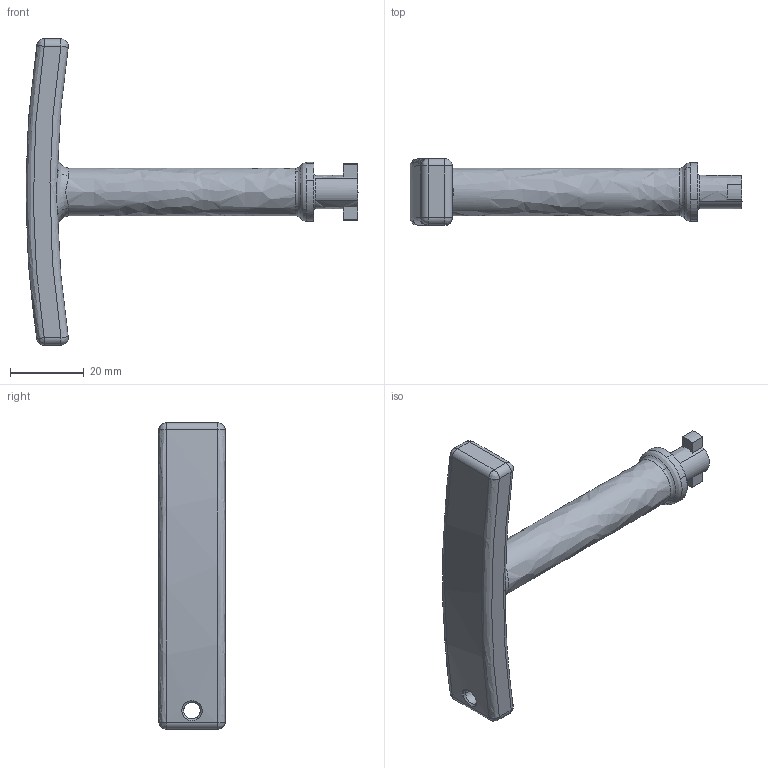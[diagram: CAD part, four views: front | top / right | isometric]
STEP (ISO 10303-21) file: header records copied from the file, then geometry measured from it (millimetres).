
FILE_DESCRIPTION((''),'2;1');
FILE_NAME('','2005-10-12T11:42:46',(''),(''),'','CADfix','');
FILE_SCHEMA(('AUTOMOTIVE_DESIGN'));
Length unit declared in the file: millimetre
Products named in the file (1): key_handle
Bounding box: 89.98 x 18 x 83 mm (x, y, z)
Volume: 22470.8 mm3; surface area: 7967.2 mm2
Topology: 1 solids, 1 shells, 63 faces, 170 edges, 111 vertices
Faces by surface type: bspline 63
Entity records: 3142 total; most frequent: CARTESIAN_POINT 2227, ORIENTED_EDGE 340, EDGE_CURVE 170, VERTEX_POINT 111, EDGE_LOOP 67, FACE_OUTER_BOUND 63, ADVANCED_FACE 63, QUASI_UNIFORM_CURVE 46
